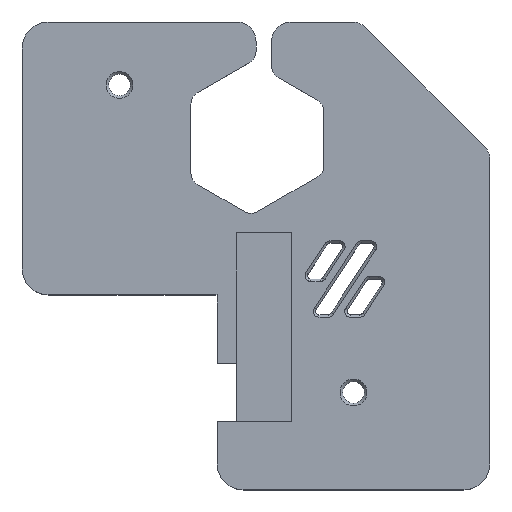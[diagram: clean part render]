
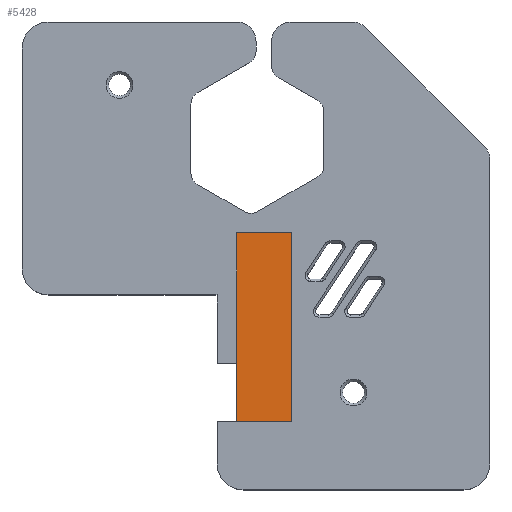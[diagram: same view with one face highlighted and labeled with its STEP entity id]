
A CAD part, top view. The second image highlights one B-rep face of the part: STEP entity #5428.
In plain terms, the highlighted planar face has unit normal (0, 0, 1).
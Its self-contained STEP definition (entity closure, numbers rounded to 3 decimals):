
#627=FACE_OUTER_BOUND('',#959,.T.);
#959=EDGE_LOOP('',(#4657,#4658,#4659,#4660,#4661));
#1344=LINE('',#8572,#1912);
#1346=LINE('',#8576,#1914);
#1348=LINE('',#8580,#1916);
#1351=LINE('',#8585,#1919);
#1372=LINE('',#8628,#1940);
#1912=VECTOR('',#6879,1000.);
#1914=VECTOR('',#6883,1000.);
#1916=VECTOR('',#6887,1000.);
#1919=VECTOR('',#6892,1000.);
#1940=VECTOR('',#6957,1000.);
#2481=VERTEX_POINT('',#8567);
#2482=VERTEX_POINT('',#8571);
#2483=VERTEX_POINT('',#8575);
#2484=VERTEX_POINT('',#8579);
#2485=VERTEX_POINT('',#8584);
#3088=EDGE_CURVE('',#2481,#2482,#1344,.T.);
#3090=EDGE_CURVE('',#2482,#2483,#1346,.T.);
#3092=EDGE_CURVE('',#2483,#2484,#1348,.T.);
#3095=EDGE_CURVE('',#2484,#2485,#1351,.T.);
#3116=EDGE_CURVE('',#2485,#2481,#1372,.T.);
#4657=ORIENTED_EDGE('',*,*,#3116,.F.);
#4658=ORIENTED_EDGE('',*,*,#3095,.F.);
#4659=ORIENTED_EDGE('',*,*,#3092,.F.);
#4660=ORIENTED_EDGE('',*,*,#3090,.F.);
#4661=ORIENTED_EDGE('',*,*,#3088,.F.);
#5153=PLANE('',#5962);
#5428=ADVANCED_FACE('',(#627),#5153,.F.);
#5962=AXIS2_PLACEMENT_3D('',#9066,#7410,#7411);
#6879=DIRECTION('',(0.,1.,0.));
#6883=DIRECTION('',(1.,0.,0.));
#6887=DIRECTION('',(0.,-1.,0.));
#6892=DIRECTION('',(-1.,0.,0.));
#6957=DIRECTION('',(0.,1.,0.));
#7410=DIRECTION('center_axis',(0.,0.,-1.));
#7411=DIRECTION('ref_axis',(1.,0.,0.));
#8567=CARTESIAN_POINT('',(103.,9.5,-3.4));
#8571=CARTESIAN_POINT('',(103.,29.549,-3.4));
#8572=CARTESIAN_POINT('',(103.,29.549,-3.4));
#8575=CARTESIAN_POINT('',(111.5,29.549,-3.4));
#8576=CARTESIAN_POINT('',(111.5,29.549,-3.4));
#8579=CARTESIAN_POINT('',(111.5,0.5,-3.4));
#8580=CARTESIAN_POINT('',(111.5,0.5,-3.4));
#8584=CARTESIAN_POINT('',(103.,0.5,-3.4));
#8585=CARTESIAN_POINT('',(103.,0.5,-3.4));
#8628=CARTESIAN_POINT('',(103.,29.549,-3.4));
#9066=CARTESIAN_POINT('Origin',(0.,0.,-3.4));
